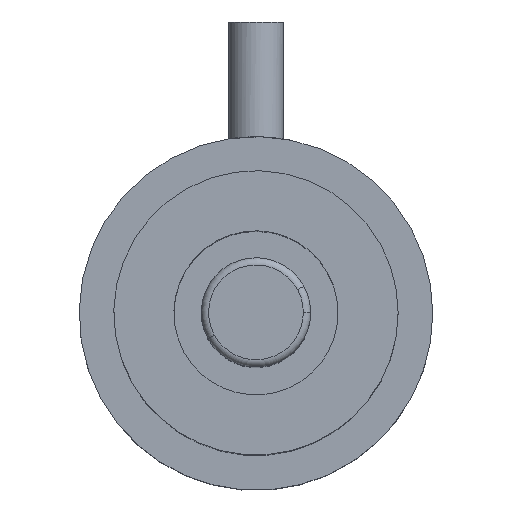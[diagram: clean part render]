
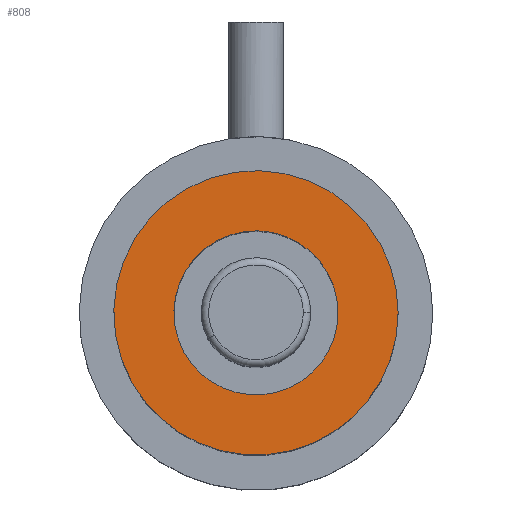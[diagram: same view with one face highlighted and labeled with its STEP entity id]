
A CAD part, top view. The second image highlights one B-rep face of the part: STEP entity #808.
In plain terms, the highlighted planar face has unit normal (0, 0, 1).
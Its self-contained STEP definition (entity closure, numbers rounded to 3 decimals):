
#11 = DIRECTION ( 'NONE',  ( 0., 0., 1. ) ) ;
#55 = DIRECTION ( 'NONE',  ( 1., 0., 0. ) ) ;
#90 = EDGE_CURVE ( 'NONE', #413, #284, #677, .T. ) ;
#99 = VERTEX_POINT ( 'NONE', #370 ) ;
#101 = AXIS2_PLACEMENT_3D ( 'NONE', #437, #650, #232 ) ;
#115 = AXIS2_PLACEMENT_3D ( 'NONE', #129, #565, #428 ) ;
#129 = CARTESIAN_POINT ( 'NONE',  ( 0., 0., 14.5 ) ) ;
#140 = ORIENTED_EDGE ( 'NONE', *, *, #758, .F. ) ;
#143 = EDGE_LOOP ( 'NONE', ( #559, #327, #486 ) ) ;
#144 = CARTESIAN_POINT ( 'NONE',  ( 0., 0., 14.5 ) ) ;
#145 = CARTESIAN_POINT ( 'NONE',  ( 0., 0., 14.5 ) ) ;
#175 = CARTESIAN_POINT ( 'NONE',  ( 3.423, 1.87, 14.5 ) ) ;
#187 = CARTESIAN_POINT ( 'NONE',  ( 3.9, 0., 14.5 ) ) ;
#207 = CARTESIAN_POINT ( 'NONE',  ( 0., 0., 14.5 ) ) ;
#210 = FACE_BOUND ( 'NONE', #592, .T. ) ;
#232 = DIRECTION ( 'NONE',  ( 1., 0., 0. ) ) ;
#233 = AXIS2_PLACEMENT_3D ( 'NONE', #207, #346, #55 ) ;
#261 = CARTESIAN_POINT ( 'NONE',  ( 1.975, 1.079, 14.5 ) ) ;
#284 = VERTEX_POINT ( 'NONE', #449 ) ;
#300 = DIRECTION ( 'NONE',  ( 0., 0., 1. ) ) ;
#305 = AXIS2_PLACEMENT_3D ( 'NONE', #145, #300, #792 ) ;
#317 = ORIENTED_EDGE ( 'NONE', *, *, #777, .F. ) ;
#327 = ORIENTED_EDGE ( 'NONE', *, *, #456, .T. ) ;
#346 = DIRECTION ( 'NONE',  ( 0., 0., 1. ) ) ;
#370 = CARTESIAN_POINT ( 'NONE',  ( -3.423, -1.87, 14.5 ) ) ;
#400 = DIRECTION ( 'NONE',  ( 0., 0., 1. ) ) ;
#401 = FACE_OUTER_BOUND ( 'NONE', #143, .T. ) ;
#405 = VERTEX_POINT ( 'NONE', #187 ) ;
#413 = VERTEX_POINT ( 'NONE', #261 ) ;
#419 = AXIS2_PLACEMENT_3D ( 'NONE', #932, #644, #864 ) ;
#428 = DIRECTION ( 'NONE',  ( 1., 0., 0. ) ) ;
#434 = DIRECTION ( 'NONE',  ( 1., 0., 0. ) ) ;
#437 = CARTESIAN_POINT ( 'NONE',  ( -3.9, 0., 14.5 ) ) ;
#449 = CARTESIAN_POINT ( 'NONE',  ( -1.975, -1.079, 14.5 ) ) ;
#456 = EDGE_CURVE ( 'NONE', #99, #405, #590, .T. ) ;
#477 = CIRCLE ( 'NONE', #115, 3.9 ) ;
#486 = ORIENTED_EDGE ( 'NONE', *, *, #731, .T. ) ;
#532 = CARTESIAN_POINT ( 'NONE',  ( 2.25, 0., 14.5 ) ) ;
#533 = CARTESIAN_POINT ( 'NONE',  ( 0., 0., 14.5 ) ) ;
#559 = ORIENTED_EDGE ( 'NONE', *, *, #691, .T. ) ;
#565 = DIRECTION ( 'NONE',  ( 0., 0., 1. ) ) ;
#590 = CIRCLE ( 'NONE', #639, 3.9 ) ;
#592 = EDGE_LOOP ( 'NONE', ( #140, #668, #317 ) ) ;
#639 = AXIS2_PLACEMENT_3D ( 'NONE', #533, #400, #898 ) ;
#644 = DIRECTION ( 'NONE',  ( 0., 0., 1. ) ) ;
#650 = DIRECTION ( 'NONE',  ( 0., 0., 1. ) ) ;
#668 = ORIENTED_EDGE ( 'NONE', *, *, #90, .F. ) ;
#677 = CIRCLE ( 'NONE', #305, 2.25 ) ;
#684 = AXIS2_PLACEMENT_3D ( 'NONE', #144, #11, #434 ) ;
#691 = EDGE_CURVE ( 'NONE', #883, #99, #477, .T. ) ;
#716 = CIRCLE ( 'NONE', #419, 2.25 ) ;
#731 = EDGE_CURVE ( 'NONE', #405, #883, #811, .T. ) ;
#758 = EDGE_CURVE ( 'NONE', #284, #886, #716, .T. ) ;
#777 = EDGE_CURVE ( 'NONE', #886, #413, #892, .T. ) ;
#792 = DIRECTION ( 'NONE',  ( 1., 0., 0. ) ) ;
#808 = ADVANCED_FACE ( 'NONE', ( #401, #210 ), #934, .T. ) ;
#811 = CIRCLE ( 'NONE', #233, 3.9 ) ;
#864 = DIRECTION ( 'NONE',  ( 1., 0., 0. ) ) ;
#883 = VERTEX_POINT ( 'NONE', #175 ) ;
#886 = VERTEX_POINT ( 'NONE', #532 ) ;
#892 = CIRCLE ( 'NONE', #684, 2.25 ) ;
#898 = DIRECTION ( 'NONE',  ( 1., 0., 0. ) ) ;
#932 = CARTESIAN_POINT ( 'NONE',  ( 0., 0., 14.5 ) ) ;
#934 = PLANE ( 'NONE',  #101 ) ;
